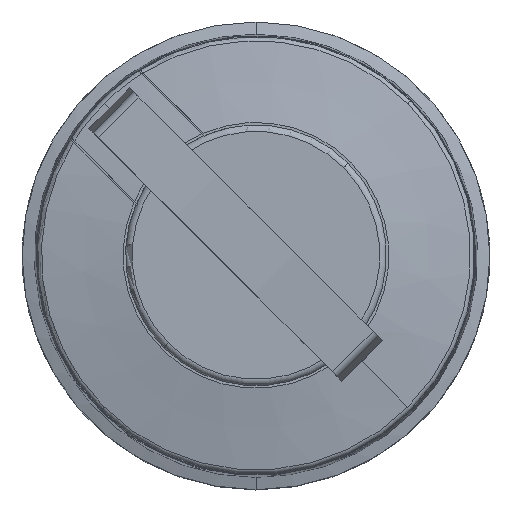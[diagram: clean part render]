
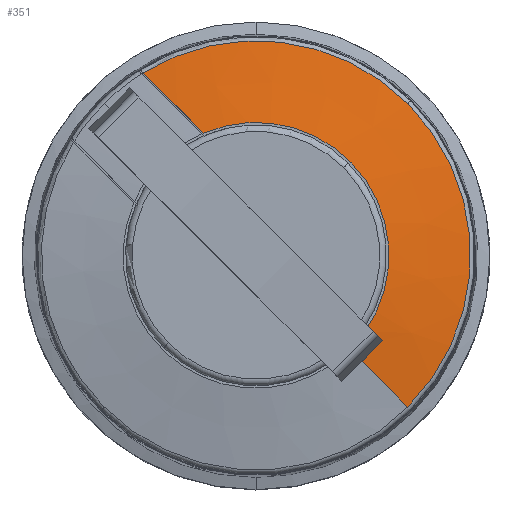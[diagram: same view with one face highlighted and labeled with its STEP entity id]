
A CAD part, top view. The second image highlights one B-rep face of the part: STEP entity #351.
In plain terms, the highlighted conical face has half-angle 80 degrees and reference radius 10.588 mm.
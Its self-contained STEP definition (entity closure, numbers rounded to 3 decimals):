
#351=ADVANCED_FACE('',(#984),#985,.T.);
#984=FACE_OUTER_BOUND('',#1635,.T.);
#985=CONICAL_SURFACE('',#1636,10.589,1.396);
#1635=EDGE_LOOP('',(#4363,#4364,#4365,#4366,#4367,#4368));
#1636=AXIS2_PLACEMENT_3D('',#4369,#4370,#4371);
#4363=ORIENTED_EDGE('',*,*,#4559,.T.);
#4364=ORIENTED_EDGE('',*,*,#5427,.T.);
#4365=ORIENTED_EDGE('',*,*,#4557,.T.);
#4366=ORIENTED_EDGE('',*,*,#5428,.T.);
#4367=ORIENTED_EDGE('',*,*,#5429,.T.);
#4368=ORIENTED_EDGE('',*,*,#5420,.F.);
#4369=CARTESIAN_POINT('',(-0.001,0.001,31.959));
#4370=DIRECTION('',(0.,-0.0,-1.0));
#4371=DIRECTION('',(-0.707,0.707,0.));
#4557=EDGE_CURVE('',#5541,#5539,#5542,.T.);
#4559=EDGE_CURVE('',#5544,#5545,#5546,.T.);
#5420=EDGE_CURVE('',#5544,#6974,#6975,.T.);
#5427=EDGE_CURVE('',#5545,#5541,#6985,.T.);
#5428=EDGE_CURVE('',#5539,#6986,#6987,.T.);
#5429=EDGE_CURVE('',#6986,#6974,#6988,.T.);
#5539=VERTEX_POINT('',#7165);
#5541=VERTEX_POINT('',#7179);
#5542=CIRCLE('',#7180,13.077);
#5544=VERTEX_POINT('',#7182);
#5545=VERTEX_POINT('',#7183);
#5546=LINE('',#7184,#7185);
#6974=VERTEX_POINT('',#9677);
#6975=CIRCLE('',#9678,8.1);
#6985=CIRCLE('',#9709,13.077);
#6986=VERTEX_POINT('',#9710);
#6987=(B_SPLINE_CURVE(2,(#9712,#9713,#9714),.UNSPECIFIED.,.F.,.F.)B_SPLINE_CURVE_WITH_KNOTS((3,3),(0.0,5.278),.UNSPECIFIED.)RATIONAL_B_SPLINE_CURVE((1.0,1.032,1.0))BOUNDED_CURVE()REPRESENTATION_ITEM('')GEOMETRIC_REPRESENTATION_ITEM()CURVE());
#6988=(B_SPLINE_CURVE(2,(#9722,#9723,#9724),.UNSPECIFIED.,.F.,.F.)B_SPLINE_CURVE_WITH_KNOTS((3,3),(0.0,5.278),.UNSPECIFIED.)RATIONAL_B_SPLINE_CURVE((1.0,1.032,1.0))BOUNDED_CURVE()REPRESENTATION_ITEM('')GEOMETRIC_REPRESENTATION_ITEM()CURVE());
#7165=CARTESIAN_POINT('',(-6.88,11.122,31.521));
#7179=CARTESIAN_POINT('',(9.246,9.248,31.521));
#7180=AXIS2_PLACEMENT_3D('',#9891,#9892,#9893);
#7182=CARTESIAN_POINT('',(5.727,-5.727,32.398));
#7183=CARTESIAN_POINT('',(9.246,-9.246,31.521));
#7184=CARTESIAN_POINT('',(7.487,-7.487,31.959));
#7185=VECTOR('',#9897,1.0);
#9677=CARTESIAN_POINT('',(-3.2,7.442,32.398));
#9678=AXIS2_PLACEMENT_3D('',#11354,#11355,#11356);
#9709=AXIS2_PLACEMENT_3D('',#11363,#11364,#11365);
#9710=CARTESIAN_POINT('',(-6.859,11.102,31.526));
#9712=CARTESIAN_POINT('',(-6.88,11.122,31.521));
#9713=CARTESIAN_POINT('',(-4.607,8.85,32.072));
#9714=CARTESIAN_POINT('',(-3.2,7.442,32.398));
#9722=CARTESIAN_POINT('',(-6.88,11.122,31.521));
#9723=CARTESIAN_POINT('',(-4.607,8.85,32.072));
#9724=CARTESIAN_POINT('',(-3.2,7.442,32.398));
#9891=CARTESIAN_POINT('',(-0.001,0.001,31.521));
#9892=DIRECTION('',(0.,0.0,1.0));
#9893=DIRECTION('',(-0.707,0.707,0.));
#9897=DIRECTION('',(0.696,-0.696,-0.174));
#11354=CARTESIAN_POINT('',(-0.001,0.001,32.398));
#11355=DIRECTION('',(0.,0.0,1.0));
#11356=DIRECTION('',(-0.707,0.707,0.));
#11363=CARTESIAN_POINT('',(-0.001,0.001,31.521));
#11364=DIRECTION('',(0.,0.0,1.0));
#11365=DIRECTION('',(-0.707,0.707,0.));
